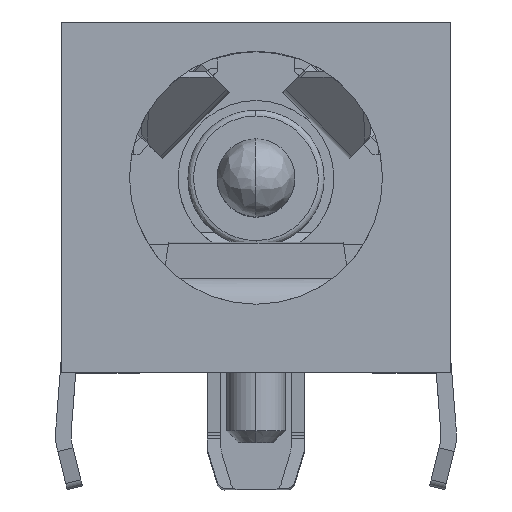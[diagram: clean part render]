
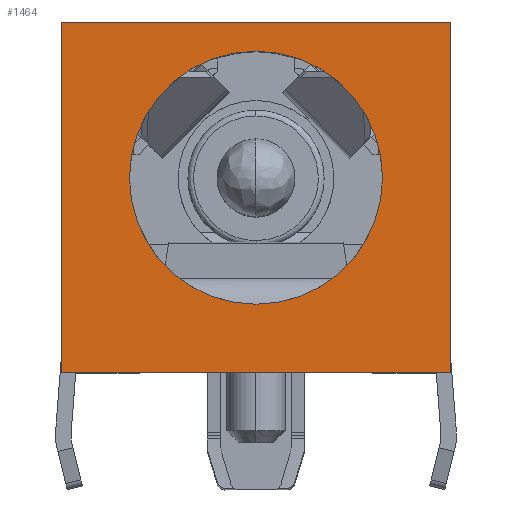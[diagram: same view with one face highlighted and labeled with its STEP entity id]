
A CAD part, top view. The second image highlights one B-rep face of the part: STEP entity #1464.
In plain terms, the highlighted planar face has unit normal (0, 0, 1).
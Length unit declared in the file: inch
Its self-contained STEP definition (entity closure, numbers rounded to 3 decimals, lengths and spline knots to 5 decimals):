
#114 = CARTESIAN_POINT ( 'NONE',  ( 0., 0., 0. ) ) ;
#307 = DIRECTION ( 'NONE',  ( 0., 0., 1. ) ) ;
#571 = ORIENTED_EDGE ( 'NONE', *, *, #9625, .F. ) ;
#1157 = CARTESIAN_POINT ( 'NONE',  ( 0.19685, -0.01969, 0. ) ) ;
#1197 = DIRECTION ( 'NONE',  ( 0., 0., -1. ) ) ;
#1464 = ADVANCED_FACE ( 'NONE', ( #7906, #12537 ), #15396, .T. ) ;
#1676 = DIRECTION ( 'NONE',  ( 1., 0., 0. ) ) ;
#1843 = VERTEX_POINT ( 'NONE', #6295 ) ;
#3155 = LINE ( 'NONE', #15204, #18290 ) ;
#3243 = VERTEX_POINT ( 'NONE', #12083 ) ;
#4018 = DIRECTION ( 'NONE',  ( 0., -1., 0. ) ) ;
#4286 = EDGE_CURVE ( 'NONE', #1843, #4639, #16761, .T. ) ;
#4583 = DIRECTION ( 'NONE',  ( 1., 0., 0. ) ) ;
#4639 = VERTEX_POINT ( 'NONE', #15027 ) ;
#6295 = CARTESIAN_POINT ( 'NONE',  ( -0.12795, 0., 0. ) ) ;
#7174 = EDGE_LOOP ( 'NONE', ( #7285, #17676 ) ) ;
#7285 = ORIENTED_EDGE ( 'NONE', *, *, #15103, .T. ) ;
#7651 = EDGE_CURVE ( 'NONE', #3243, #8689, #8384, .T. ) ;
#7837 = CARTESIAN_POINT ( 'NONE',  ( -0.19685, 0.15748, 0. ) ) ;
#7906 = FACE_BOUND ( 'NONE', #7174, .T. ) ;
#8265 = AXIS2_PLACEMENT_3D ( 'NONE', #10520, #12087, #4583 ) ;
#8384 = LINE ( 'NONE', #1157, #18114 ) ;
#8689 = VERTEX_POINT ( 'NONE', #10206 ) ;
#9625 = EDGE_CURVE ( 'NONE', #19120, #16001, #9823, .T. ) ;
#9823 = LINE ( 'NONE', #12782, #10625 ) ;
#10206 = CARTESIAN_POINT ( 'NONE',  ( 0.19685, -0.19685, 0. ) ) ;
#10520 = CARTESIAN_POINT ( 'NONE',  ( 0., 0., 0. ) ) ;
#10625 = VECTOR ( 'NONE', #14450, 39.37008 ) ;
#11225 = ORIENTED_EDGE ( 'NONE', *, *, #18758, .F. ) ;
#12003 = AXIS2_PLACEMENT_3D ( 'NONE', #13830, #307, #18562 ) ;
#12057 = CARTESIAN_POINT ( 'NONE',  ( 0., -0.19685, 0. ) ) ;
#12083 = CARTESIAN_POINT ( 'NONE',  ( 0.19685, 0.15748, 0. ) ) ;
#12087 = DIRECTION ( 'NONE',  ( 0., 0., -1. ) ) ;
#12537 = FACE_OUTER_BOUND ( 'NONE', #18647, .T. ) ;
#12782 = CARTESIAN_POINT ( 'NONE',  ( -0.19685, -0.01969, 0. ) ) ;
#13114 = AXIS2_PLACEMENT_3D ( 'NONE', #114, #1197, #18074 ) ;
#13354 = DIRECTION ( 'NONE',  ( -1., 0., 0. ) ) ;
#13639 = LINE ( 'NONE', #12057, #16468 ) ;
#13751 = CIRCLE ( 'NONE', #13114, 0.12795 ) ;
#13830 = CARTESIAN_POINT ( 'NONE',  ( -0.20472, -0.20394, 0. ) ) ;
#14450 = DIRECTION ( 'NONE',  ( 0., 1., 0. ) ) ;
#15027 = CARTESIAN_POINT ( 'NONE',  ( 0.12795, 0., 0. ) ) ;
#15103 = EDGE_CURVE ( 'NONE', #4639, #1843, #13751, .T. ) ;
#15204 = CARTESIAN_POINT ( 'NONE',  ( 0., 0.15748, 0. ) ) ;
#15396 = PLANE ( 'NONE',  #12003 ) ;
#16001 = VERTEX_POINT ( 'NONE', #7837 ) ;
#16042 = ORIENTED_EDGE ( 'NONE', *, *, #16323, .F. ) ;
#16323 = EDGE_CURVE ( 'NONE', #8689, #19120, #13639, .T. ) ;
#16468 = VECTOR ( 'NONE', #13354, 39.37008 ) ;
#16567 = CARTESIAN_POINT ( 'NONE',  ( -0.19685, -0.19685, 0. ) ) ;
#16761 = CIRCLE ( 'NONE', #8265, 0.12795 ) ;
#17676 = ORIENTED_EDGE ( 'NONE', *, *, #4286, .T. ) ;
#18074 = DIRECTION ( 'NONE',  ( 1., 0., 0. ) ) ;
#18114 = VECTOR ( 'NONE', #4018, 39.37008 ) ;
#18290 = VECTOR ( 'NONE', #1676, 39.37008 ) ;
#18562 = DIRECTION ( 'NONE',  ( 1., 0., 0. ) ) ;
#18647 = EDGE_LOOP ( 'NONE', ( #19378, #11225, #571, #16042 ) ) ;
#18758 = EDGE_CURVE ( 'NONE', #16001, #3243, #3155, .T. ) ;
#19120 = VERTEX_POINT ( 'NONE', #16567 ) ;
#19378 = ORIENTED_EDGE ( 'NONE', *, *, #7651, .F. ) ;
